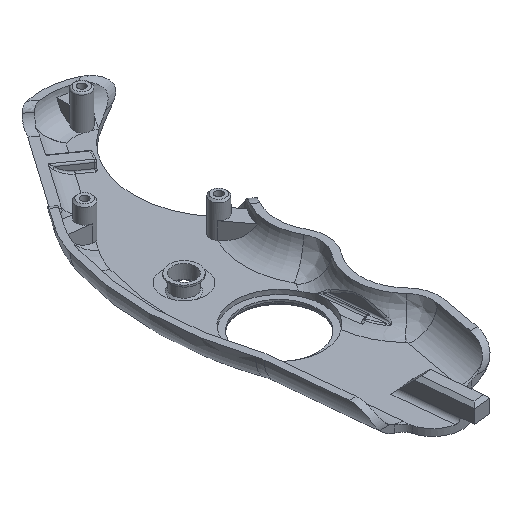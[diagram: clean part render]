
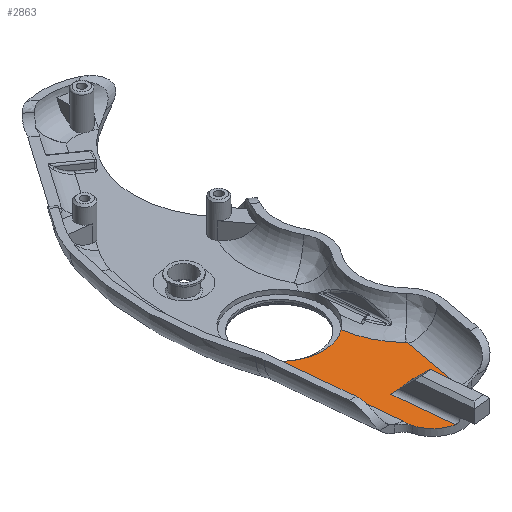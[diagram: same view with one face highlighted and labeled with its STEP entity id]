
A CAD part, isometric view. The second image highlights one B-rep face of the part: STEP entity #2863.
In plain terms, the highlighted planar face has unit normal (0, 0, 1).
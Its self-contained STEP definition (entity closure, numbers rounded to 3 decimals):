
#265=PLANE('',#3192);
#446=FACE_OUTER_BOUND('',#624,.T.);
#624=EDGE_LOOP('',(#2479,#2480,#2481,#2482,#2483,#2484,#2485,#2486,#2487,
#2488,#2489,#2490,#2491,#2492,#2493));
#684=LINE('',#4242,#807);
#760=LINE('',#6681,#883);
#762=LINE('',#6701,#885);
#763=LINE('',#6703,#886);
#764=LINE('',#6709,#887);
#807=VECTOR('',#3334,10.);
#883=VECTOR('',#3866,10.);
#885=VECTOR('',#3876,10.);
#886=VECTOR('',#3877,10.);
#887=VECTOR('',#3882,10.);
#961=CIRCLE('',#2990,12.75);
#1013=CIRCLE('',#3058,77.8);
#1015=CIRCLE('',#3061,18.4);
#1026=CIRCLE('',#3076,23.);
#1084=CIRCLE('',#3193,8.464);
#1085=CIRCLE('',#3194,8.464);
#1086=CIRCLE('',#3195,8.464);
#1087=CIRCLE('',#3196,8.464);
#1088=CIRCLE('',#3197,8.464);
#1089=CIRCLE('',#3198,0.736);
#1150=VERTEX_POINT('',#4212);
#1151=VERTEX_POINT('',#4241);
#1188=VERTEX_POINT('',#4979);
#1189=VERTEX_POINT('',#4994);
#1238=VERTEX_POINT('',#5426);
#1249=VERTEX_POINT('',#5473);
#1356=VERTEX_POINT('',#6678);
#1357=VERTEX_POINT('',#6680);
#1359=VERTEX_POINT('',#6695);
#1360=VERTEX_POINT('',#6697);
#1361=VERTEX_POINT('',#6700);
#1362=VERTEX_POINT('',#6702);
#1363=VERTEX_POINT('',#6704);
#1364=VERTEX_POINT('',#6706);
#1365=VERTEX_POINT('',#6708);
#1440=EDGE_CURVE('',#1150,#1151,#684,.T.);
#1501=EDGE_CURVE('',#1189,#1188,#961,.T.);
#1573=EDGE_CURVE('',#1238,#1188,#1013,.T.);
#1576=EDGE_CURVE('',#1151,#1238,#1015,.T.);
#1591=EDGE_CURVE('',#1189,#1249,#1026,.T.);
#1757=EDGE_CURVE('',#1356,#1357,#760,.T.);
#1760=EDGE_CURVE('',#1359,#1150,#1084,.T.);
#1761=EDGE_CURVE('',#1359,#1360,#1085,.T.);
#1762=EDGE_CURVE('',#1360,#1357,#1086,.T.);
#1763=EDGE_CURVE('',#1361,#1356,#762,.T.);
#1764=EDGE_CURVE('',#1362,#1361,#763,.T.);
#1765=EDGE_CURVE('',#1362,#1363,#1087,.T.);
#1766=EDGE_CURVE('',#1364,#1363,#1088,.T.);
#1767=EDGE_CURVE('',#1365,#1364,#764,.T.);
#1768=EDGE_CURVE('',#1249,#1365,#1089,.T.);
#2479=ORIENTED_EDGE('',*,*,#1591,.F.);
#2480=ORIENTED_EDGE('',*,*,#1501,.T.);
#2481=ORIENTED_EDGE('',*,*,#1573,.F.);
#2482=ORIENTED_EDGE('',*,*,#1576,.F.);
#2483=ORIENTED_EDGE('',*,*,#1440,.F.);
#2484=ORIENTED_EDGE('',*,*,#1760,.F.);
#2485=ORIENTED_EDGE('',*,*,#1761,.T.);
#2486=ORIENTED_EDGE('',*,*,#1762,.T.);
#2487=ORIENTED_EDGE('',*,*,#1757,.F.);
#2488=ORIENTED_EDGE('',*,*,#1763,.F.);
#2489=ORIENTED_EDGE('',*,*,#1764,.F.);
#2490=ORIENTED_EDGE('',*,*,#1765,.T.);
#2491=ORIENTED_EDGE('',*,*,#1766,.F.);
#2492=ORIENTED_EDGE('',*,*,#1767,.F.);
#2493=ORIENTED_EDGE('',*,*,#1768,.F.);
#2863=ADVANCED_FACE('',(#446),#265,.T.);
#2990=AXIS2_PLACEMENT_3D('',#4995,#3398,#3399);
#3058=AXIS2_PLACEMENT_3D('',#5428,#3538,#3539);
#3061=AXIS2_PLACEMENT_3D('',#5440,#3544,#3545);
#3076=AXIS2_PLACEMENT_3D('',#5474,#3577,#3578);
#3192=AXIS2_PLACEMENT_3D('',#6694,#3868,#3869);
#3193=AXIS2_PLACEMENT_3D('',#6696,#3870,#3871);
#3194=AXIS2_PLACEMENT_3D('',#6698,#3872,#3873);
#3195=AXIS2_PLACEMENT_3D('',#6699,#3874,#3875);
#3196=AXIS2_PLACEMENT_3D('',#6705,#3878,#3879);
#3197=AXIS2_PLACEMENT_3D('',#6707,#3880,#3881);
#3198=AXIS2_PLACEMENT_3D('',#6710,#3883,#3884);
#3334=DIRECTION('',(-0.097,0.995,0.));
#3398=DIRECTION('center_axis',(0.,0.,
-1.));
#3399=DIRECTION('ref_axis',(-0.985,-0.172,0.));
#3538=DIRECTION('center_axis',(0.,0.,
-1.));
#3539=DIRECTION('ref_axis',(-1.,-0.019,0.));
#3544=DIRECTION('center_axis',(0.,0.,
1.));
#3545=DIRECTION('ref_axis',(0.978,0.208,0.));
#3577=DIRECTION('center_axis',(0.,0.,
1.));
#3578=DIRECTION('ref_axis',(-0.999,-0.041,0.));
#3866=DIRECTION('',(0.098,-0.995,0.));
#3868=DIRECTION('center_axis',(0.,0.,
1.));
#3869=DIRECTION('ref_axis',(1.,0.,0.));
#3870=DIRECTION('center_axis',(0.,0.,
-1.));
#3871=DIRECTION('ref_axis',(-0.52,-0.854,0.));
#3872=DIRECTION('center_axis',(0.,0.,
1.));
#3873=DIRECTION('ref_axis',(0.458,-0.889,0.));
#3874=DIRECTION('center_axis',(0.,0.,
1.));
#3875=DIRECTION('ref_axis',(0.458,-0.889,0.));
#3876=DIRECTION('',(-0.995,-0.098,0.));
#3877=DIRECTION('',(-0.098,0.995,0.));
#3878=DIRECTION('center_axis',(0.,0.,
1.));
#3879=DIRECTION('ref_axis',(1.,0.,0.));
#3880=DIRECTION('center_axis',(0.,0.,
-1.));
#3881=DIRECTION('ref_axis',(0.854,-0.52,0.));
#3882=DIRECTION('',(-0.181,-0.983,0.));
#3883=DIRECTION('center_axis',(0.,0.,
-1.));
#3884=DIRECTION('ref_axis',(0.959,0.285,0.));
#4212=CARTESIAN_POINT('',(-16.95,-59.119,-30.));
#4241=CARTESIAN_POINT('',(-19.762,-30.196,-30.));
#4242=CARTESIAN_POINT('',(-21.086,-16.579,-30.));
#4979=CARTESIAN_POINT('',(-20.939,-25.182,-30.));
#4994=CARTESIAN_POINT('',(-2.981,-27.386,-30.));
#4995=CARTESIAN_POINT('Origin',(-10.865,-17.366,-30.));
#5426=CARTESIAN_POINT('',(-20.626,-26.14,-30.));
#5428=CARTESIAN_POINT('Origin',(53.156,-1.461,-30.));
#5440=CARTESIAN_POINT('Origin',(-38.075,-31.976,-30.));
#5473=CARTESIAN_POINT('',(3.111,-39.943,-30.));
#5474=CARTESIAN_POINT('Origin',(19.783,-24.098,-30.));
#6678=CARTESIAN_POINT('',(-11.961,-50.799,-30.));
#6680=CARTESIAN_POINT('',(-10.299,-67.753,-30.));
#6681=CARTESIAN_POINT('',(-13.246,-37.692,-30.));
#6694=CARTESIAN_POINT('Origin',(-2.248,-2.077,-30.));
#6695=CARTESIAN_POINT('',(-16.958,-59.484,-30.));
#6696=CARTESIAN_POINT('Origin',(-8.494,-59.484,-30.));
#6697=CARTESIAN_POINT('',(-16.663,-61.699,-30.));
#6698=CARTESIAN_POINT('Origin',(-8.494,-59.484,-30.));
#6699=CARTESIAN_POINT('Origin',(-8.494,-59.484,-30.));
#6700=CARTESIAN_POINT('',(-4.696,-50.086,-30.));
#6701=CARTESIAN_POINT('',(-4.188,-50.037,-30.));
#6702=CARTESIAN_POINT('',(-3.132,-66.033,-30.));
#6703=CARTESIAN_POINT('',(-6.713,-29.515,-30.));
#6704=CARTESIAN_POINT('',(-0.325,-61.699,-30.));
#6705=CARTESIAN_POINT('Origin',(-8.494,-59.484,-30.));
#6706=CARTESIAN_POINT('',(-0.058,-58.795,-30.));
#6707=CARTESIAN_POINT('Origin',(-8.494,-59.484,-30.));
#6708=CARTESIAN_POINT('',(3.301,-40.583,-30.));
#6709=CARTESIAN_POINT('',(5.073,-30.978,-30.));
#6710=CARTESIAN_POINT('Origin',(2.578,-40.45,-30.));
